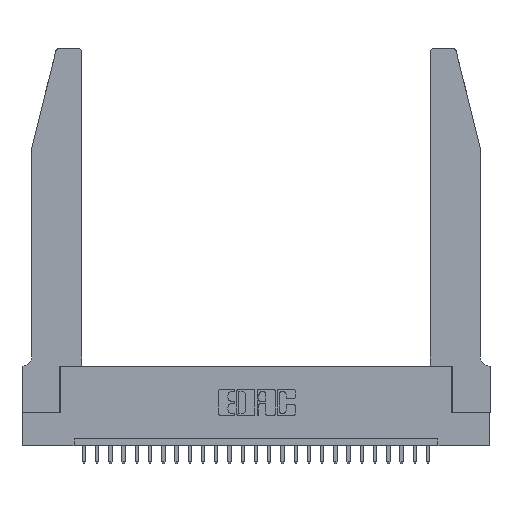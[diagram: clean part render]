
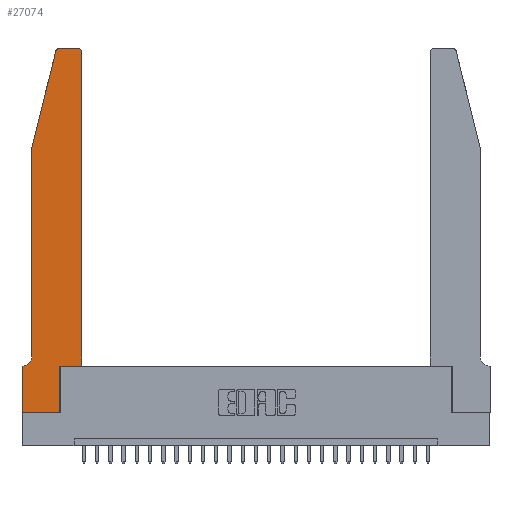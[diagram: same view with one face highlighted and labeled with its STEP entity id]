
A CAD part, top view. The second image highlights one B-rep face of the part: STEP entity #27074.
In plain terms, the highlighted planar face has unit normal (0, 0, 1).
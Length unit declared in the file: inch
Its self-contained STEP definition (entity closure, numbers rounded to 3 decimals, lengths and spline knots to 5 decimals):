
#805 = CARTESIAN_POINT ( 'NONE',  ( 0.0755, 0.35, 0.37 ) ) ;
#884 = ORIENTED_EDGE ( 'NONE', *, *, #15143, .T. ) ;
#1195 = VECTOR ( 'NONE', #4979, 39.37008 ) ;
#1476 = ORIENTED_EDGE ( 'NONE', *, *, #24329, .T. ) ;
#1514 = VECTOR ( 'NONE', #8347, 39.37008 ) ;
#2116 = CARTESIAN_POINT ( 'NONE',  ( 0., 0., 0.37 ) ) ;
#2127 = CIRCLE ( 'NONE', #9139, 0.07 ) ;
#2171 = VERTEX_POINT ( 'NONE', #8377 ) ;
#2295 = CARTESIAN_POINT ( 'NONE',  ( 0.4505, 0.35, 0.37 ) ) ;
#2334 = VECTOR ( 'NONE', #19816, 39.37008 ) ;
#2481 = AXIS2_PLACEMENT_3D ( 'NONE', #10926, #25536, #15267 ) ;
#2705 = CARTESIAN_POINT ( 'NONE',  ( 0.0755, 2., 0.37 ) ) ;
#2792 = CARTESIAN_POINT ( 'NONE',  ( 0., 0., 0.37 ) ) ;
#2801 = CARTESIAN_POINT ( 'NONE',  ( 0.0755, 0.42, 0.37 ) ) ;
#3066 = EDGE_CURVE ( 'NONE', #26900, #3870, #7890, .T. ) ;
#3336 = CARTESIAN_POINT ( 'NONE',  ( 0.25487, 2.72718, 0.37 ) ) ;
#3870 = VERTEX_POINT ( 'NONE', #2705 ) ;
#4548 = ORIENTED_EDGE ( 'NONE', *, *, #14272, .T. ) ;
#4581 = DIRECTION ( 'NONE',  ( 1., 0., 0. ) ) ;
#4597 = EDGE_CURVE ( 'NONE', #2171, #11213, #11442, .T. ) ;
#4819 = DIRECTION ( 'NONE',  ( 0., 1., 0. ) ) ;
#4837 = ORIENTED_EDGE ( 'NONE', *, *, #11575, .T. ) ;
#4893 = AXIS2_PLACEMENT_3D ( 'NONE', #18475, #20549, #7987 ) ;
#4979 = DIRECTION ( 'NONE',  ( 0., -1., 0. ) ) ;
#5155 = CARTESIAN_POINT ( 'NONE',  ( 0.0755, 2., 0.37 ) ) ;
#5732 = EDGE_CURVE ( 'NONE', #10563, #2171, #13013, .T. ) ;
#5872 = DIRECTION ( 'NONE',  ( 0., 0., 1. ) ) ;
#5966 = DIRECTION ( 'NONE',  ( -1., 0., 0. ) ) ;
#5974 = ORIENTED_EDGE ( 'NONE', *, *, #4597, .T. ) ;
#6071 = ORIENTED_EDGE ( 'NONE', *, *, #14963, .T. ) ;
#6137 = VERTEX_POINT ( 'NONE', #19519 ) ;
#7347 = VERTEX_POINT ( 'NONE', #9044 ) ;
#7522 = CARTESIAN_POINT ( 'NONE',  ( 0., 0.35, 0.37 ) ) ;
#7526 = CARTESIAN_POINT ( 'NONE',  ( 0.2865, 0., 0.37 ) ) ;
#7788 = ORIENTED_EDGE ( 'NONE', *, *, #13683, .T. ) ;
#7848 = DIRECTION ( 'NONE',  ( 0., 1., 0. ) ) ;
#7890 = LINE ( 'NONE', #5155, #2334 ) ;
#7987 = DIRECTION ( 'NONE',  ( 1., 0., 0. ) ) ;
#8316 = EDGE_CURVE ( 'NONE', #3870, #15430, #10213, .T. ) ;
#8347 = DIRECTION ( 'NONE',  ( -1., 0., 0. ) ) ;
#8377 = CARTESIAN_POINT ( 'NONE',  ( 0., 0., 0.37 ) ) ;
#9044 = CARTESIAN_POINT ( 'NONE',  ( 0.2865, 0.35, 0.37 ) ) ;
#9089 = ORIENTED_EDGE ( 'NONE', *, *, #22324, .T. ) ;
#9139 = AXIS2_PLACEMENT_3D ( 'NONE', #20276, #14074, #5966 ) ;
#9610 = CARTESIAN_POINT ( 'NONE',  ( 0.4505, 2.72, 0.37 ) ) ;
#9888 = LINE ( 'NONE', #805, #26604 ) ;
#10090 = VERTEX_POINT ( 'NONE', #9610 ) ;
#10213 = LINE ( 'NONE', #15024, #23645 ) ;
#10563 = VERTEX_POINT ( 'NONE', #7522 ) ;
#10886 = LINE ( 'NONE', #2295, #14180 ) ;
#10926 = CARTESIAN_POINT ( 'NONE',  ( 0.4205, 2.72, 0.37 ) ) ;
#11213 = VERTEX_POINT ( 'NONE', #7526 ) ;
#11442 = LINE ( 'NONE', #2116, #21239 ) ;
#11575 = EDGE_CURVE ( 'NONE', #12124, #26900, #26459, .T. ) ;
#12124 = VERTEX_POINT ( 'NONE', #26086 ) ;
#13013 = LINE ( 'NONE', #2792, #1195 ) ;
#13080 = DIRECTION ( 'NONE',  ( 0., -1., 0. ) ) ;
#13225 = FACE_OUTER_BOUND ( 'NONE', #15839, .T. ) ;
#13569 = LINE ( 'NONE', #14384, #17482 ) ;
#13683 = EDGE_CURVE ( 'NONE', #15430, #24245, #2127, .T. ) ;
#14074 = DIRECTION ( 'NONE',  ( 0., 0., -1. ) ) ;
#14180 = VECTOR ( 'NONE', #4581, 39.37008 ) ;
#14272 = EDGE_CURVE ( 'NONE', #10090, #6137, #17532, .T. ) ;
#14384 = CARTESIAN_POINT ( 'NONE',  ( 0.4505, 0.35, 0.37 ) ) ;
#14963 = EDGE_CURVE ( 'NONE', #16116, #10090, #13569, .T. ) ;
#15024 = CARTESIAN_POINT ( 'NONE',  ( 0.0755, 2., 0.37 ) ) ;
#15143 = EDGE_CURVE ( 'NONE', #7347, #16116, #10886, .T. ) ;
#15267 = DIRECTION ( 'NONE',  ( 1., 0., 0. ) ) ;
#15430 = VERTEX_POINT ( 'NONE', #2801 ) ;
#15483 = DIRECTION ( 'NONE',  ( -1., 0., 0. ) ) ;
#15839 = EDGE_LOOP ( 'NONE', ( #1476, #4837, #26743, #25189, #7788, #18056, #20796, #5974, #9089, #884, #6071, #4548 ) ) ;
#16116 = VERTEX_POINT ( 'NONE', #25778 ) ;
#16359 = CARTESIAN_POINT ( 'NONE',  ( 0., 0.35, 0.37 ) ) ;
#16795 = DIRECTION ( 'NONE',  ( 1., 0., 0. ) ) ;
#17482 = VECTOR ( 'NONE', #7848, 39.37008 ) ;
#17532 = CIRCLE ( 'NONE', #2481, 0.03 ) ;
#18056 = ORIENTED_EDGE ( 'NONE', *, *, #26720, .T. ) ;
#18475 = CARTESIAN_POINT ( 'NONE',  ( 0.284, 2.72, 0.37 ) ) ;
#18482 = PLANE ( 'NONE',  #24492 ) ;
#18583 = LINE ( 'NONE', #26915, #1514 ) ;
#19519 = CARTESIAN_POINT ( 'NONE',  ( 0.4205, 2.75, 0.37 ) ) ;
#19816 = DIRECTION ( 'NONE',  ( -0.239, -0.971, 0. ) ) ;
#20273 = DIRECTION ( 'NONE',  ( 1., 0., 0. ) ) ;
#20276 = CARTESIAN_POINT ( 'NONE',  ( 0.0055, 0.42, 0.37 ) ) ;
#20549 = DIRECTION ( 'NONE',  ( 0., 0., 1. ) ) ;
#20796 = ORIENTED_EDGE ( 'NONE', *, *, #5732, .T. ) ;
#21239 = VECTOR ( 'NONE', #16795, 39.37008 ) ;
#21707 = VECTOR ( 'NONE', #4819, 39.37008 ) ;
#22324 = EDGE_CURVE ( 'NONE', #11213, #7347, #26590, .T. ) ;
#23645 = VECTOR ( 'NONE', #13080, 39.37008 ) ;
#24245 = VERTEX_POINT ( 'NONE', #24357 ) ;
#24329 = EDGE_CURVE ( 'NONE', #6137, #12124, #18583, .T. ) ;
#24357 = CARTESIAN_POINT ( 'NONE',  ( 0.0055, 0.35, 0.37 ) ) ;
#24492 = AXIS2_PLACEMENT_3D ( 'NONE', #16359, #5872, #20273 ) ;
#25189 = ORIENTED_EDGE ( 'NONE', *, *, #8316, .T. ) ;
#25536 = DIRECTION ( 'NONE',  ( 0., 0., 1. ) ) ;
#25778 = CARTESIAN_POINT ( 'NONE',  ( 0.4505, 0.35, 0.37 ) ) ;
#26014 = CARTESIAN_POINT ( 'NONE',  ( 0.2865, 0.35, 0.37 ) ) ;
#26086 = CARTESIAN_POINT ( 'NONE',  ( 0.284, 2.75, 0.37 ) ) ;
#26459 = CIRCLE ( 'NONE', #4893, 0.03 ) ;
#26590 = LINE ( 'NONE', #26014, #21707 ) ;
#26604 = VECTOR ( 'NONE', #15483, 39.37008 ) ;
#26720 = EDGE_CURVE ( 'NONE', #24245, #10563, #9888, .T. ) ;
#26743 = ORIENTED_EDGE ( 'NONE', *, *, #3066, .T. ) ;
#26900 = VERTEX_POINT ( 'NONE', #3336 ) ;
#26915 = CARTESIAN_POINT ( 'NONE',  ( 0.2605, 2.75, 0.37 ) ) ;
#27074 = ADVANCED_FACE ( 'NONE', ( #13225 ), #18482, .T. ) ;
